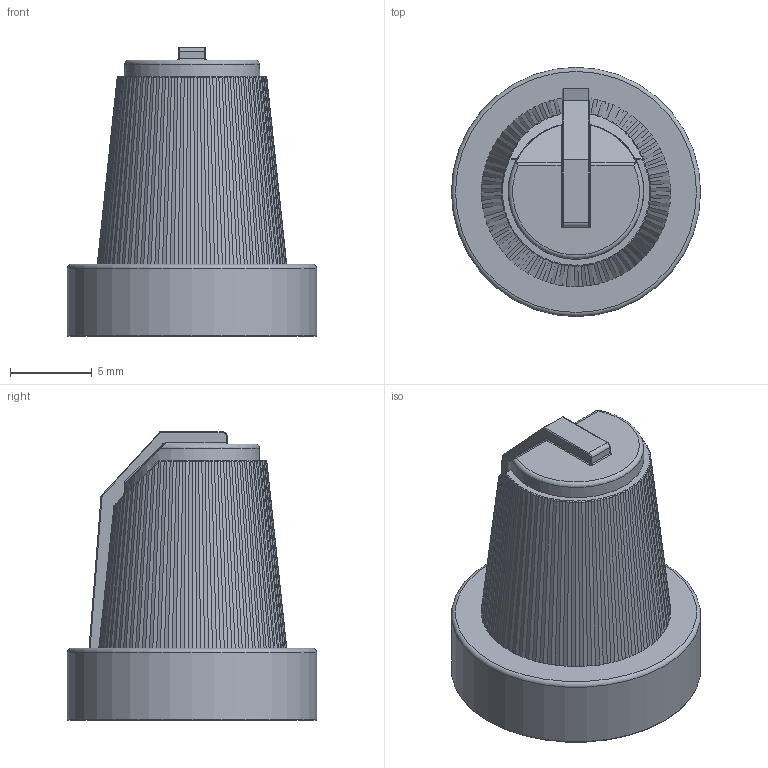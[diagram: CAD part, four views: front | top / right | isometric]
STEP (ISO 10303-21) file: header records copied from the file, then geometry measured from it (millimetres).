
FILE_DESCRIPTION(/* description */ (''),/* implementation_level */ '2;1');
FILE_NAME(/* name */ 'Knob v3.step',/* time_stamp */ '2022-06-23T16:18:38-07:00',/* author */ (''),/* organization */ (''),/* preprocessor_version */ 'ST-DEVELOPER v19',/* originating_system */ 'Autodesk Translation Framework v11.7.0.108',/* authorisation */ '');
FILE_SCHEMA (('AUTOMOTIVE_DESIGN { 1 0 10303 214 3 1 1 }'));
Length unit declared in the file: millimetre
Products named in the file (2): Knob; Knob_1
Assembly tree (1 placements, depth 2):
  Knob
    Knob_1
Bounding box: 15.25 x 15.25 x 17.65 mm (x, y, z)
Volume: 937.9 mm3; surface area: 2168.1 mm2
Topology: 2 solids, 2 shells, 401 faces, 1029 edges, 631 vertices
Faces by surface type: cylinder 177, plane 170, bspline 30, torus 13, sphere 8, cone 3
Full cylindrical faces by diameter (mm): 12.55 x1, 15.25 x1
Entity records: 12662 total; most frequent: CARTESIAN_POINT 2799, ORIENTED_EDGE 2072, DIRECTION 2054, EDGE_CURVE 1036, AXIS2_PLACEMENT_3D 694, LINE 666, VECTOR 666, VERTEX_POINT 631
